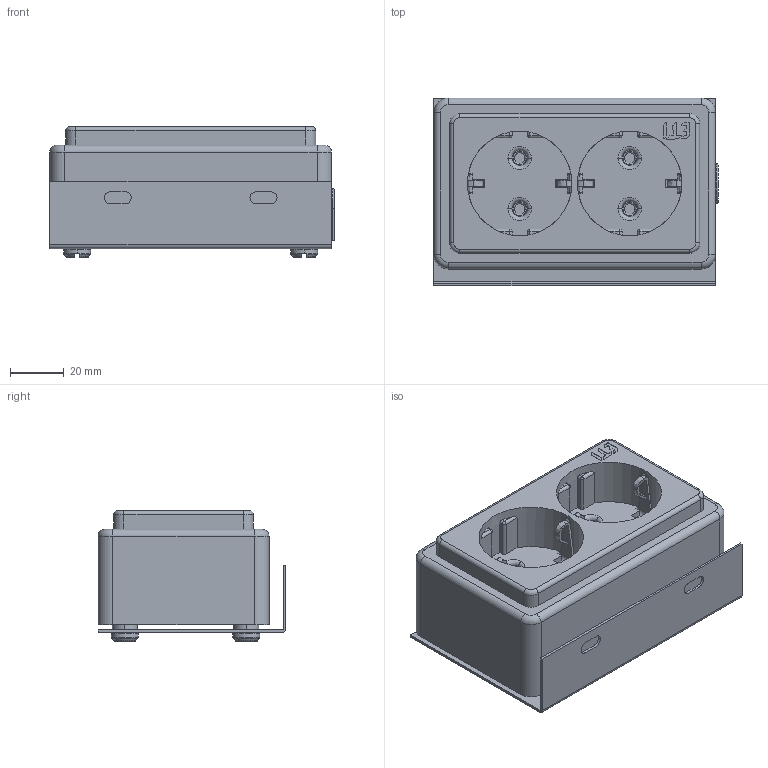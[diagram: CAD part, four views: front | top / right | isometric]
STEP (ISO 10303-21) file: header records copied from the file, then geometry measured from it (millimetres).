
FILE_DESCRIPTION((''),'2;1');
FILE_NAME('ASM0096_ASM','2021-04-07T',('marketing.praksa'),('Audax d.o.o.'),'CREO PARAMETRIC BY PTC INC, 2017480','CREO PARAMETRIC BY PTC INC, 2017480','');
FILE_SCHEMA(('AUTOMOTIVE_DESIGN { 1 0 10303 214 1 1 1 1 }'));
Length unit declared in the file: millimetre
Products named in the file (15): 135_SCREW; PRT0119; PRT0120; SCREW; COPPER; PRT0122; PRT0123; PRT0124; BODY-WL; PRT0125; PRT0115; PRT0116; PRT0117; PRT0118; ASM0096_ASM
Assembly tree (14 placements, depth 2):
  ASM0096_ASM
    135_SCREW
    PRT0119
    PRT0120
    SCREW
    COPPER
    PRT0122
    PRT0123
    PRT0124
    BODY-WL
    PRT0125
    PRT0115
    PRT0116
    PRT0117
    PRT0118
Bounding box: 106 x 70 x 48.76 mm (x, y, z)
Volume: 237194.2 mm3; surface area: 59896.7 mm2
Topology: 25 solids, 25 shells, 656 faces, 1704 edges, 1090 vertices
Faces by surface type: plane 309, cylinder 218, torus 41, cone 32, extrusion 24, sphere 16, bspline 16
Entity records: 32706 total; most frequent: CARTESIAN_POINT 5747, DIRECTION 3410, ORIENTED_EDGE 3376, PRESENTATION_STYLE_ASSIGNMENT 2393, STYLED_ITEM 2393, CURVE_STYLE 1712, EDGE_CURVE 1688, AXIS2_PLACEMENT_3D 1262
